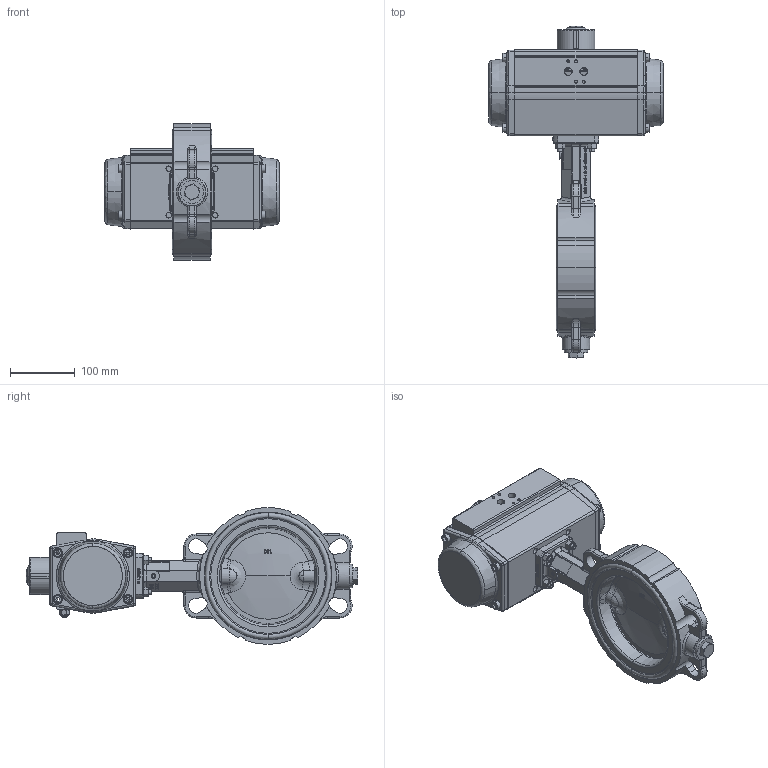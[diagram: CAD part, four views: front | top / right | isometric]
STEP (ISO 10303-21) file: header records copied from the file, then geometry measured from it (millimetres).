
FILE_DESCRIPTION (( 'STEP AP203' ), '1' );
FILE_NAME ('AK01_DN150_pneu..STEP', '2022-11-03T14:01:18', ( '' ), ( '' ), 'SwSTEP 2.0', 'SolidWorks 2021', '' );
FILE_SCHEMA (( 'CONFIG_CONTROL_DESIGN' ));
Products named in the file (1): AK01_DN150_pneu.
Bounding box: 270 x 514.69 x 212 mm (x, y, z)
Surface area: 351592.2 mm2 (no closed solid volume)
Topology: 0 solids, 382 shells, 937 faces, 3933 edges, 3314 vertices
Faces by surface type: plane 326, cylinder 276, bspline 145, cone 97, torus 76, sphere 17
Entity records: 66868 total; most frequent: CARTESIAN_POINT 37262, DIRECTION 5468, ORIENTED_EDGE 5121, EDGE_CURVE 3914, VERTEX_POINT 3314, AXIS2_PLACEMENT_3D 1932, VECTOR 1604, LINE 1604
